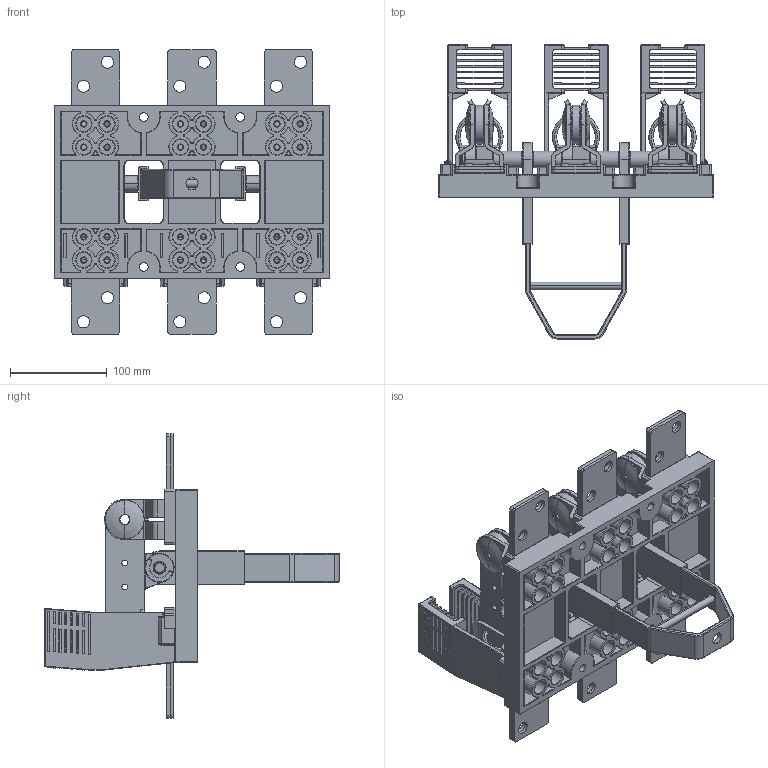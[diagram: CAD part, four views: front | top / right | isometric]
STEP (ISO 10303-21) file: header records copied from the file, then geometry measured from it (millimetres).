
FILE_DESCRIPTION((''),'2;1');
FILE_NAME('ASM0001_ASM','2024-08-28T',('Administrator'),(''),'PRO/ENGINEER BY PARAMETRIC TECHNOLOGY CORPORATION, 2009440','PRO/ENGINEER BY PARAMETRIC TECHNOLOGY CORPORATION, 2009440','');
FILE_SCHEMA(('CONFIG_CONTROL_DESIGN'));
Products named in the file (16): DIBAN; HOUCHUTOU; QIANCHUTOU; CHUTOU; KAHUANG; JUEYUANJIAN; ZHOU10; JUANYUANTAO; LAGAN; PANXINGTANHANG; ZHUTAO; YAPAN; GEHUBAN; MIEHUPIAN; MIEHUSHI_ASM; ASM0001_ASM
Assembly tree (51 placements, depth 3):
  ASM0001_ASM
    DIBAN
    HOUCHUTOU  x3
    QIANCHUTOU  x3
    CHUTOU  x3
    KAHUANG  x6
    JUEYUANJIAN  x3
    ZHOU10
    JUANYUANTAO  x2
    LAGAN
    PANXINGTANHANG  x6
    ZHUTAO  x4
    YAPAN  x6
    MIEHUSHI_ASM  x3
      GEHUBAN
      MIEHUPIAN
Bounding box: 285 x 304.8 x 295 mm (x, y, z)
Volume: 1731453.6 mm3; surface area: 909768.4 mm2
Topology: 69 solids, 69 shells, 4400 faces, 11576 edges, 7311 vertices
Faces by surface type: plane 2156, cylinder 1526, torus 530, sphere 102, cone 52, bspline 30, extrusion 4
Entity records: 67711 total; most frequent: CARTESIAN_POINT 13545, DIRECTION 11763, ORIENTED_EDGE 10968, EDGE_CURVE 5484, AXIS2_PLACEMENT_3D 4317, VERTEX_POINT 3381, VECTOR 3129, LINE 3125
